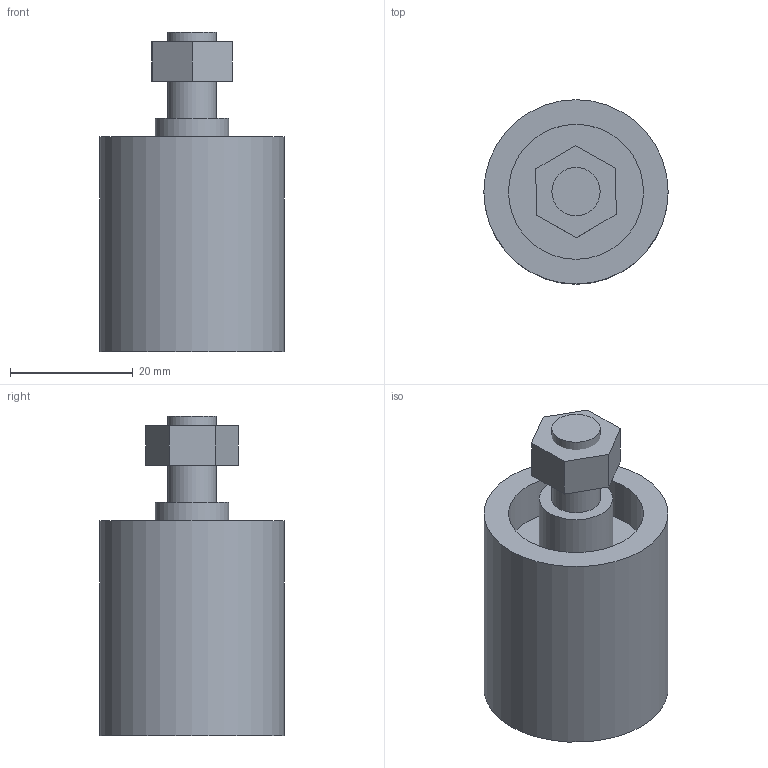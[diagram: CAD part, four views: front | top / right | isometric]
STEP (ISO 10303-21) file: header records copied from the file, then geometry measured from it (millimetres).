
FILE_DESCRIPTION(/* description */ (''),/* implementation_level */ '2;1');
FILE_NAME(/* name */ 'BM-28.step',/* time_stamp */ '2024-05-09T15:51:01+01:00',/* author */ (''),/* organization */ (''),/* preprocessor_version */ 'ST-DEVELOPER v20',/* originating_system */ 'Autodesk Translation Framework v12.20.1.177',/* authorisation */ '');
FILE_SCHEMA (('AUTOMOTIVE_DESIGN { 1 0 10303 214 3 1 1 }'));
Length unit declared in the file: millimetre
Products named in the file (5): BM-28; Tensioner_Bolt; Tensioner; Tensioner_Bushing; M8 Nut
Assembly tree (4 placements, depth 2):
  BM-28
    Tensioner_Bolt
    Tensioner
    Tensioner_Bushing
    M8 Nut
Bounding box: 30 x 30 x 52 mm (x, y, z)
Volume: 22518 mm3; surface area: 9082.2 mm2
Topology: 4 solids, 4 shells, 31 faces, 60 edges, 40 vertices
Faces by surface type: plane 23, cylinder 8
Full cylindrical faces by diameter (mm): 6.779 x1, 7.866 x1, 8 x2, 12 x1, 22 x2, 30 x1
Entity records: 958 total; most frequent: DIRECTION 156, CARTESIAN_POINT 140, ORIENTED_EDGE 120, EDGE_CURVE 60, AXIS2_PLACEMENT_3D 56, LINE 44, VECTOR 44, EDGE_LOOP 40
